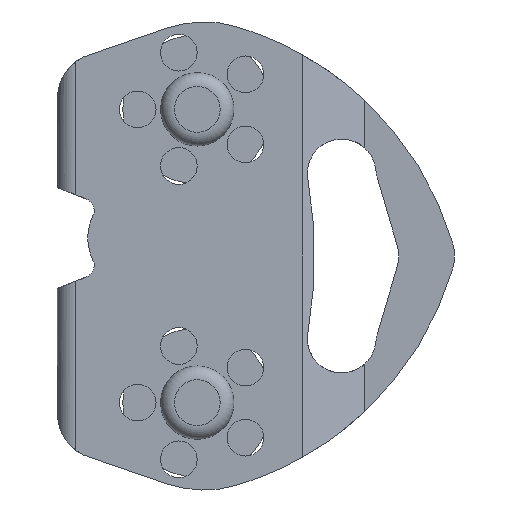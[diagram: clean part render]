
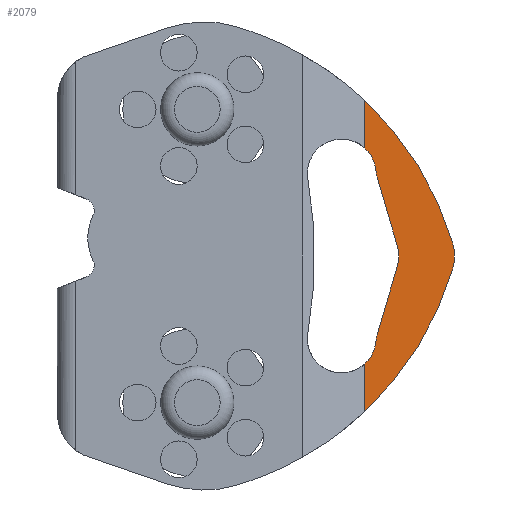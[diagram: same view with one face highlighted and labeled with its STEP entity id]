
A CAD part, left-side view. The second image highlights one B-rep face of the part: STEP entity #2079.
In plain terms, the highlighted planar face has unit normal (-1, 0, 0).
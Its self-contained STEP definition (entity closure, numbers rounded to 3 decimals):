
#72=LINE($,#3425,#172);
#81=LINE($,#3455,#181);
#92=LINE($,#3516,#192);
#93=LINE($,#3523,#193);
#172=VECTOR($,#2716,14.929);
#181=VECTOR($,#2747,15.412);
#192=VECTOR($,#2816,10.397);
#193=VECTOR($,#2823,10.397);
#265=PLANE($,#2302);
#437=FACE_OUTER_BOUND($,#578,.T.);
#578=EDGE_LOOP($,(#1568,#1569,#1570,#1571,#1572,#1573,#1574,#1575,#1576,
#1577,#1578,#1579));
#753=CIRCLE($,#2248,10.);
#757=CIRCLE($,#2254,7.5);
#761=CIRCLE($,#2266,7.5);
#765=CIRCLE($,#2278,7.5);
#767=CIRCLE($,#2281,10.);
#778=CIRCLE($,#2303,70.);
#779=CIRCLE($,#2304,10.);
#780=CIRCLE($,#2305,70.);
#929=VERTEX_POINT($,#3386);
#930=VERTEX_POINT($,#3388);
#936=VERTEX_POINT($,#3403);
#944=VERTEX_POINT($,#3423);
#948=VERTEX_POINT($,#3435);
#954=VERTEX_POINT($,#3453);
#957=VERTEX_POINT($,#3461);
#958=VERTEX_POINT($,#3463);
#975=VERTEX_POINT($,#3515);
#976=VERTEX_POINT($,#3517);
#977=VERTEX_POINT($,#3519);
#978=VERTEX_POINT($,#3521);
#1153=EDGE_CURVE($,#930,#929,#753,.T.);
#1160=EDGE_CURVE($,#936,#930,#757,.T.);
#1171=EDGE_CURVE($,#929,#944,#72,.T.);
#1177=EDGE_CURVE($,#944,#948,#761,.T.);
#1186=EDGE_CURVE($,#948,#954,#81,.T.);
#1190=EDGE_CURVE($,#958,#957,#765,.T.);
#1193=EDGE_CURVE($,#954,#958,#767,.T.);
#1217=EDGE_CURVE($,#975,#957,#92,.T.);
#1218=EDGE_CURVE($,#976,#975,#778,.T.);
#1219=EDGE_CURVE($,#977,#976,#779,.T.);
#1220=EDGE_CURVE($,#978,#977,#780,.T.);
#1221=EDGE_CURVE($,#936,#978,#93,.T.);
#1568=ORIENTED_EDGE($,*,*,#1160,.T.);
#1569=ORIENTED_EDGE($,*,*,#1153,.T.);
#1570=ORIENTED_EDGE($,*,*,#1171,.T.);
#1571=ORIENTED_EDGE($,*,*,#1177,.T.);
#1572=ORIENTED_EDGE($,*,*,#1186,.T.);
#1573=ORIENTED_EDGE($,*,*,#1193,.T.);
#1574=ORIENTED_EDGE($,*,*,#1190,.T.);
#1575=ORIENTED_EDGE($,*,*,#1217,.F.);
#1576=ORIENTED_EDGE($,*,*,#1218,.F.);
#1577=ORIENTED_EDGE($,*,*,#1219,.F.);
#1578=ORIENTED_EDGE($,*,*,#1220,.F.);
#1579=ORIENTED_EDGE($,*,*,#1221,.F.);
#2079=ADVANCED_FACE($,(#437),#265,.T.);
#2248=AXIS2_PLACEMENT_3D($,#3389,#2679,#2680);
#2254=AXIS2_PLACEMENT_3D($,#3404,#2694,#2695);
#2266=AXIS2_PLACEMENT_3D($,#3437,#2727,#2728);
#2278=AXIS2_PLACEMENT_3D($,#3464,#2756,#2757);
#2281=AXIS2_PLACEMENT_3D($,#3468,#2763,#2764);
#2302=AXIS2_PLACEMENT_3D($,#3514,#2814,#2815);
#2303=AXIS2_PLACEMENT_3D($,#3518,#2817,#2818);
#2304=AXIS2_PLACEMENT_3D($,#3520,#2819,#2820);
#2305=AXIS2_PLACEMENT_3D($,#3522,#2821,#2822);
#2679=DIRECTION('center_axis',(-1.,0.,0.));
#2680=DIRECTION('ref_axis',(0.,-0.959,0.283));
#2694=DIRECTION('center_axis',(1.,0.,0.));
#2695=DIRECTION('ref_axis',(0.,1.,0.));
#2716=DIRECTION($,(0.,-0.283,-0.959));
#2727=DIRECTION('center_axis',(1.,0.,0.));
#2728=DIRECTION('ref_axis',(0.,-0.939,0.345));
#2747=DIRECTION($,(0.,0.283,-0.959));
#2756=DIRECTION('center_axis',(1.,0.,0.));
#2757=DIRECTION('ref_axis',(0.,-0.995,-0.099));
#2763=DIRECTION('center_axis',(-1.,0.,0.));
#2764=DIRECTION('ref_axis',(0.,-0.995,-0.099));
#2814=DIRECTION('center_axis',(-1.,0.,0.));
#2815=DIRECTION('ref_axis',(0.,0.,1.));
#2816=DIRECTION($,(0.,0.,1.));
#2817=DIRECTION('center_axis',(1.,0.,0.));
#2818=DIRECTION('ref_axis',(0.,0.959,0.285));
#2819=DIRECTION('center_axis',(1.,0.,0.));
#2820=DIRECTION('ref_axis',(0.,0.959,-0.285));
#2821=DIRECTION('center_axis',(1.,0.,0.));
#2822=DIRECTION('ref_axis',(0.,0.285,-0.958));
#2823=DIRECTION($,(0.,0.,1.));
#3386=CARTESIAN_POINT('',(-10.5,-26.321,68.909));
#3388=CARTESIAN_POINT('',(-10.5,-25.963,70.743));
#3389=CARTESIAN_POINT('Origin',(-10.5,-35.914,71.735));
#3403=CARTESIAN_POINT('',(-10.5,-23.5,75.59));
#3404=CARTESIAN_POINT('Origin',(-10.5,-18.5,70.));
#3423=CARTESIAN_POINT('',(-10.5,-30.539,54.589));
#3425=CARTESIAN_POINT($,(-10.5,-38.454,27.717));
#3435=CARTESIAN_POINT('',(-10.5,-30.692,49.874));
#3437=CARTESIAN_POINT('Origin',(-10.5,-23.5,52.));
#3453=CARTESIAN_POINT('',(-10.5,-26.323,35.094));
#3455=CARTESIAN_POINT($,(-10.5,-22.243,21.292));
#3461=CARTESIAN_POINT('',(-10.5,-23.5,28.41));
#3463=CARTESIAN_POINT('',(-10.5,-25.963,33.254));
#3464=CARTESIAN_POINT('Origin',(-10.5,-18.5,34.));
#3468=CARTESIAN_POINT('Origin',(-10.5,-35.913,32.259));
#3514=CARTESIAN_POINT('Origin',(-10.5,-43.5,0.));
#3515=CARTESIAN_POINT('',(-10.5,-23.5,18.013));
#3516=CARTESIAN_POINT($,(-10.5,-23.5,0.));
#3517=CARTESIAN_POINT('',(-10.5,-42.72,49.155));
#3518=CARTESIAN_POINT('Origin',(-10.5,24.387,69.071));
#3519=CARTESIAN_POINT('',(-10.5,-42.72,54.845));
#3520=CARTESIAN_POINT('Origin',(-10.5,-33.134,52.));
#3521=CARTESIAN_POINT('',(-10.5,-23.5,85.987));
#3522=CARTESIAN_POINT('Origin',(-10.5,24.387,34.929));
#3523=CARTESIAN_POINT($,(-10.5,-23.5,0.));
